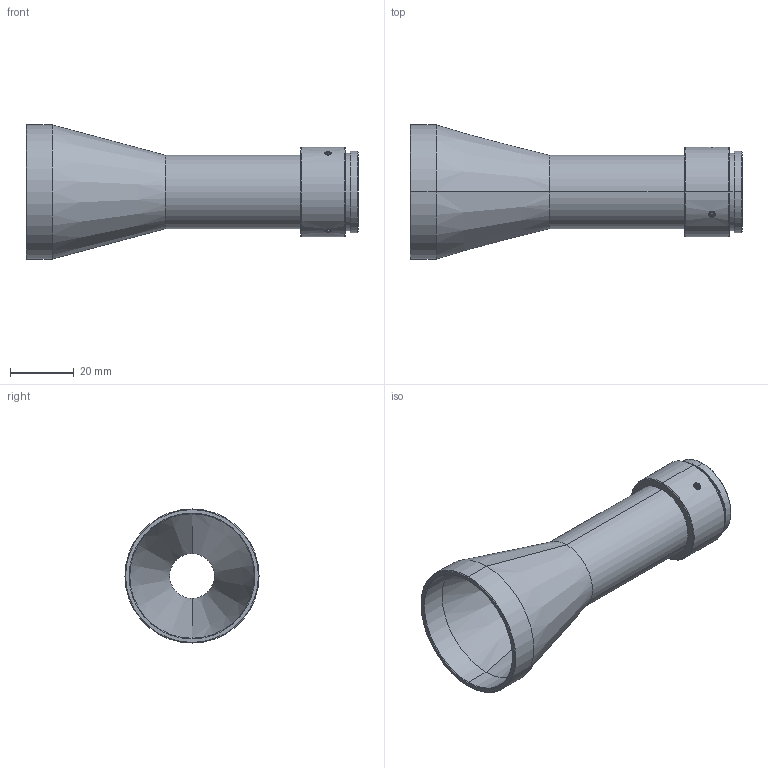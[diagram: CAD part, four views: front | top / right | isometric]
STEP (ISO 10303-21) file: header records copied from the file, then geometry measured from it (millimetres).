
FILE_DESCRIPTION (( 'STEP AP203' ), '1' );
FILE_NAME ('0.5X 昜源堈陑噩芛.STEP', '2022-10-18T01:39:05', ( '' ), ( '' ), 'SwSTEP 2.0', 'SolidWorks 2018', '' );
FILE_SCHEMA (( 'CONFIG_CONTROL_DESIGN' ));
Length unit declared in the file: millimetre
Products named in the file (4): 惕踡C諉諳; 噩芠; 0.5X 昜源堈陑噩芛; 階佪
Assembly tree (5 placements, depth 2):
  0.5X 昜源堈陑噩芛
    噩芠
    惕踡C諉諳
    階佪  x3
Bounding box: 103.97 x 42 x 42 mm (x, y, z)
Volume: 23454.8 mm3; surface area: 20453 mm2
Topology: 5 solids, 5 shells, 89 faces, 178 edges, 108 vertices
Faces by surface type: cylinder 42, cone 28, plane 19
Entity records: 2438 total; most frequent: CARTESIAN_POINT 489, DIRECTION 348, ORIENTED_EDGE 276, AXIS2_PLACEMENT_3D 147, EDGE_CURVE 138, VERTEX_POINT 84, EDGE_LOOP 84, CIRCLE 72
